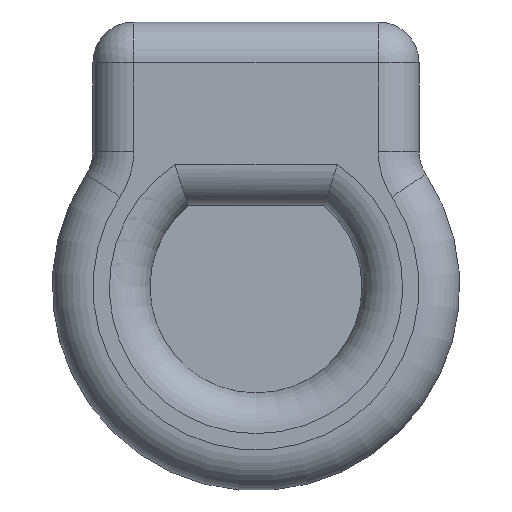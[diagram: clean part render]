
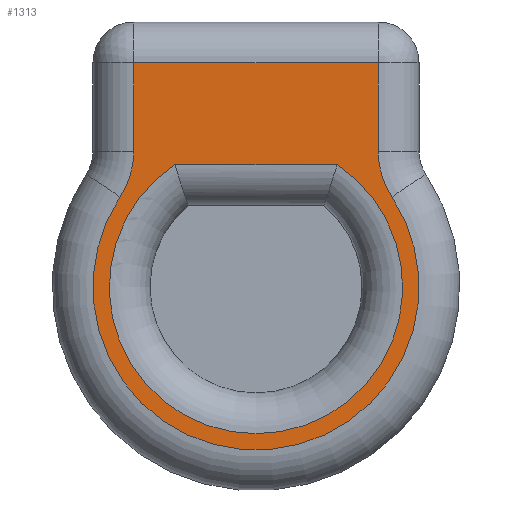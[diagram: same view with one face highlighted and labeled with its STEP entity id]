
A CAD part, left-side view. The second image highlights one B-rep face of the part: STEP entity #1313.
In plain terms, the highlighted planar face has unit normal (-1, 0, 0).
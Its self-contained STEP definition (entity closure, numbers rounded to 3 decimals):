
#31=FACE_BOUND('',#382,.T.);
#35=PLANE('',#1417);
#59=LINE('',#2101,#155);
#66=LINE('',#2183,#162);
#67=LINE('',#2185,#163);
#68=LINE('',#2187,#164);
#155=VECTOR('',#1606,10.);
#162=VECTOR('',#1621,10.);
#163=VECTOR('',#1622,10.);
#164=VECTOR('',#1623,10.);
#294=FACE_OUTER_BOUND('',#381,.T.);
#381=EDGE_LOOP('',(#909,#910,#911,#912,#913,#914));
#382=EDGE_LOOP('',(#915,#916));
#475=CIRCLE('',#1412,3.6);
#478=CIRCLE('',#1418,2.);
#479=CIRCLE('',#1419,2.);
#480=CIRCLE('',#1420,4.);
#568=VERTEX_POINT('',#2063);
#569=VERTEX_POINT('',#2064);
#582=VERTEX_POINT('',#2179);
#583=VERTEX_POINT('',#2180);
#584=VERTEX_POINT('',#2182);
#585=VERTEX_POINT('',#2184);
#586=VERTEX_POINT('',#2186);
#587=VERTEX_POINT('',#2188);
#686=EDGE_CURVE('',#568,#569,#475,.T.);
#691=EDGE_CURVE('',#569,#568,#59,.T.);
#703=EDGE_CURVE('',#582,#583,#478,.T.);
#704=EDGE_CURVE('',#584,#582,#66,.T.);
#705=EDGE_CURVE('',#585,#584,#67,.T.);
#706=EDGE_CURVE('',#586,#585,#68,.T.);
#707=EDGE_CURVE('',#587,#586,#479,.T.);
#708=EDGE_CURVE('',#583,#587,#480,.T.);
#909=ORIENTED_EDGE('',*,*,#703,.F.);
#910=ORIENTED_EDGE('',*,*,#704,.F.);
#911=ORIENTED_EDGE('',*,*,#705,.F.);
#912=ORIENTED_EDGE('',*,*,#706,.F.);
#913=ORIENTED_EDGE('',*,*,#707,.F.);
#914=ORIENTED_EDGE('',*,*,#708,.F.);
#915=ORIENTED_EDGE('',*,*,#686,.F.);
#916=ORIENTED_EDGE('',*,*,#691,.F.);
#1313=ADVANCED_FACE('',(#294,#31),#35,.F.);
#1412=AXIS2_PLACEMENT_3D('',#2065,#1599,#1600);
#1417=AXIS2_PLACEMENT_3D('',#2178,#1617,#1618);
#1418=AXIS2_PLACEMENT_3D('',#2181,#1619,#1620);
#1419=AXIS2_PLACEMENT_3D('',#2189,#1624,#1625);
#1420=AXIS2_PLACEMENT_3D('',#2190,#1626,#1627);
#1599=DIRECTION('center_axis',(-1.,0.,0.));
#1600=DIRECTION('ref_axis',(0.,0.,-1.));
#1606=DIRECTION('',(0.,1.,0.));
#1617=DIRECTION('center_axis',(1.,0.,0.));
#1618=DIRECTION('ref_axis',(0.,1.,0.));
#1619=DIRECTION('center_axis',(-1.,0.,0.));
#1620=DIRECTION('ref_axis',(0.,0.957,-0.289));
#1621=DIRECTION('',(0.,0.,-1.));
#1622=DIRECTION('',(0.,-1.,0.));
#1623=DIRECTION('',(0.,0.,1.));
#1624=DIRECTION('center_axis',(-1.,0.,0.));
#1625=DIRECTION('ref_axis',(0.,-0.957,-0.289));
#1626=DIRECTION('center_axis',(1.,0.,0.));
#1627=DIRECTION('ref_axis',(0.,0.,-1.));
#2063=CARTESIAN_POINT('',(0.,1.99,3.));
#2064=CARTESIAN_POINT('',(0.,-1.99,3.));
#2065=CARTESIAN_POINT('Origin',(0.,0.,0.));
#2101=CARTESIAN_POINT('',(0.,-0.831,3.));
#2178=CARTESIAN_POINT('Origin',(0.,0.,0.75));
#2179=CARTESIAN_POINT('',(0.,-3.,3.317));
#2180=CARTESIAN_POINT('',(0.,-3.333,2.211));
#2181=CARTESIAN_POINT('Origin',(0.,-5.,3.317));
#2182=CARTESIAN_POINT('',(0.,-3.,5.5));
#2183=CARTESIAN_POINT('',(0.,-3.,3.625));
#2184=CARTESIAN_POINT('',(0.,3.,5.5));
#2185=CARTESIAN_POINT('',(0.,2.,5.5));
#2186=CARTESIAN_POINT('',(0.,3.,3.317));
#2187=CARTESIAN_POINT('',(0.,3.,1.875));
#2188=CARTESIAN_POINT('',(0.,3.333,2.211));
#2189=CARTESIAN_POINT('Origin',(0.,5.,3.317));
#2190=CARTESIAN_POINT('Origin',(0.,0.,0.));
